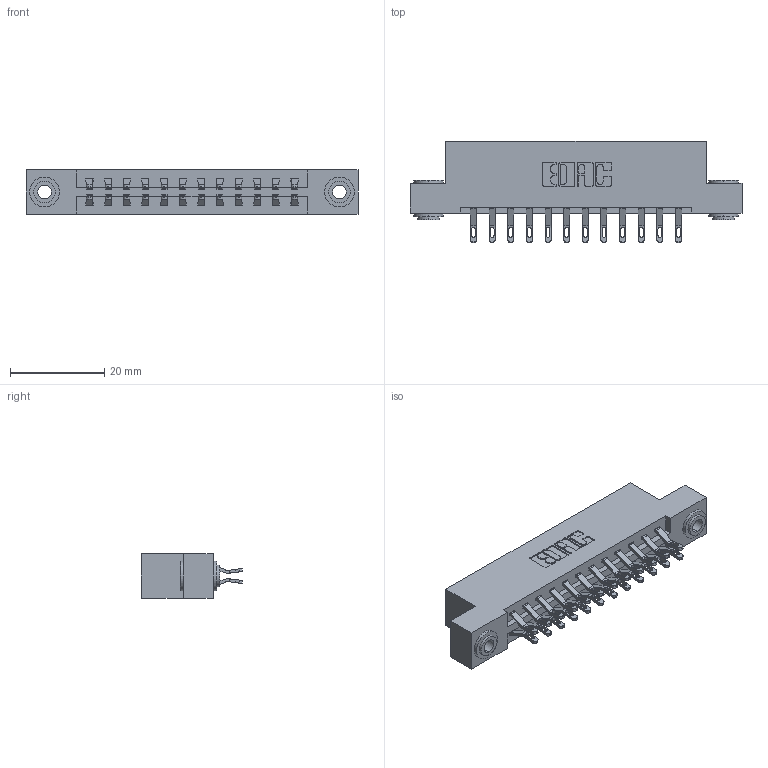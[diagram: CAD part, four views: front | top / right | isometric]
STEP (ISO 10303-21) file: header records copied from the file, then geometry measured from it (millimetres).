
FILE_DESCRIPTION (( 'STEP AP203' ), '1' );
FILE_NAME ('337-024-555-203.STEP', '2018-08-06T01:33:21', ( '' ), ( '' ), 'SwSTEP 2.0', 'SolidWorks 2016', '' );
FILE_SCHEMA (( 'CONFIG_CONTROL_DESIGN' ));
Length unit declared in the file: inch
Products named in the file (4): 337 Part_Flush Mounting Lugs - 0.156 Dia-TH; 345-292-001_555 Tail; 345-250-002_345-250-002-102; 337-024-555-203
Assembly tree (27 placements, depth 2):
  337-024-555-203
    337 Part_Flush Mounting Lugs - 0.156 Dia-TH
    345-292-001_555 Tail  x24
    345-250-002_345-250-002-102  x2
Bounding box: 70.56 x 21.47 x 9.4 mm (x, y, z)
Volume: 7126 mm3; surface area: 8251.3 mm2
Topology: 27 solids, 27 shells, 1592 faces, 4923 edges, 3278 vertices
Faces by surface type: plane 944, cylinder 640, cone 8
Entity records: 14160 total; most frequent: CARTESIAN_POINT 2419, ORIENTED_EDGE 2318, DIRECTION 2117, EDGE_CURVE 1159, LINE 987, VECTOR 987, VERTEX_POINT 770, AXIS2_PLACEMENT_3D 565
